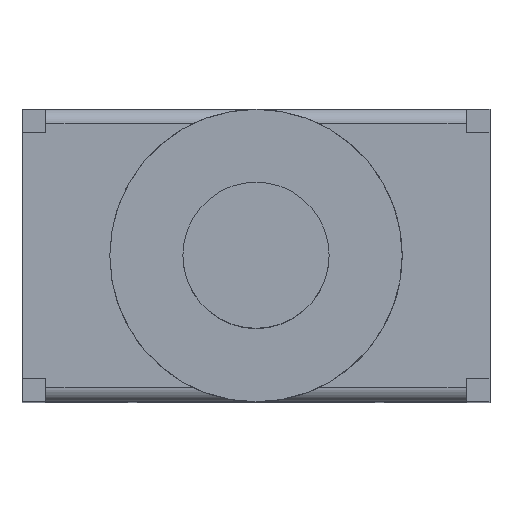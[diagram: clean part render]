
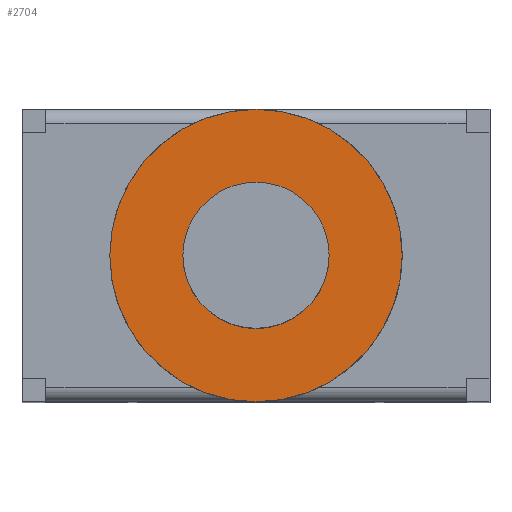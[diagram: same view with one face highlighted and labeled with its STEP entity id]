
A CAD part, top view. The second image highlights one B-rep face of the part: STEP entity #2704.
In plain terms, the highlighted planar face has unit normal (0, 0, 1).
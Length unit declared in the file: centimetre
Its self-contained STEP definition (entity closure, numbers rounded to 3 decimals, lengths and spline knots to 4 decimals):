
#83=FACE_BOUND('',#478,.T.);
#189=PLANE('',#2901);
#329=FACE_OUTER_BOUND('',#477,.T.);
#477=EDGE_LOOP('',(#2528));
#478=EDGE_LOOP('',(#2529));
#1117=CIRCLE('',#2902,0.254);
#1118=CIRCLE('',#2903,0.127);
#1371=VERTEX_POINT('',#5018);
#1372=VERTEX_POINT('',#5020);
#1758=EDGE_CURVE('',#1371,#1371,#1117,.T.);
#1759=EDGE_CURVE('',#1372,#1372,#1118,.T.);
#2528=ORIENTED_EDGE('',*,*,#1758,.F.);
#2529=ORIENTED_EDGE('',*,*,#1759,.T.);
#2704=ADVANCED_FACE('',(#329,#83),#189,.F.);
#2901=AXIS2_PLACEMENT_3D('',#5017,#3559,#3560);
#2902=AXIS2_PLACEMENT_3D('',#5019,#3561,#3562);
#2903=AXIS2_PLACEMENT_3D('',#5021,#3563,#3564);
#3559=DIRECTION('center_axis',(0.,0.,
-1.));
#3560=DIRECTION('ref_axis',(1.,0.,0.));
#3561=DIRECTION('center_axis',(0.,0.,
-1.));
#3562=DIRECTION('ref_axis',(1.,0.,0.));
#3563=DIRECTION('center_axis',(0.,0.,
-1.));
#3564=DIRECTION('ref_axis',(1.,0.,0.));
#5017=CARTESIAN_POINT('Origin',(0.,0.,
0.784));
#5018=CARTESIAN_POINT('',(-0.254,0.,0.784));
#5019=CARTESIAN_POINT('Origin',(0.,0.,
0.784));
#5020=CARTESIAN_POINT('',(0.127,0.,0.784));
#5021=CARTESIAN_POINT('Origin',(0.,0.,
0.784));
